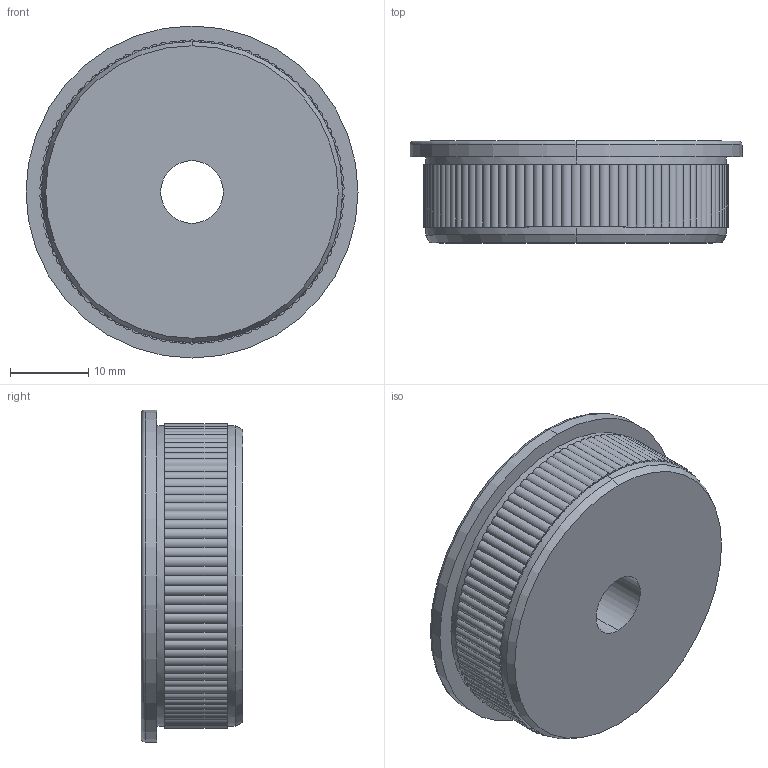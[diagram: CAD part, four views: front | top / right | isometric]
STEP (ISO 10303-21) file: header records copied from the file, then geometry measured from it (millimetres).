
FILE_DESCRIPTION (( 'STEP AP203' ), '1' );
FILE_NAME ('3D_GC2032_42.4_188685512.STEP', '2024-10-02T12:09:44', ( '' ), ( '' ), 'SwSTEP 2.0', 'SolidWorks 2024', '' );
FILE_SCHEMA (( 'CONFIG_CONTROL_DESIGN' ));
Length unit declared in the file: millimetre
Products named in the file (1): 3D_GC2032_42.4_188685512
Bounding box: 42.4 x 13 x 42.4 mm (x, y, z)
Volume: 14944.1 mm3; surface area: 4736.6 mm2
Topology: 1 solids, 1 shells, 536 faces, 1201 edges, 668 vertices
Faces by surface type: plane 395, cylinder 135, cone 4, torus 2
Entity records: 15184 total; most frequent: DIRECTION 3337, CARTESIAN_POINT 2406, ORIENTED_EDGE 2402, AXIS2_PLACEMENT_3D 1599, EDGE_CURVE 1201, CIRCLE 1062, VERTEX_POINT 668, EDGE_LOOP 539
